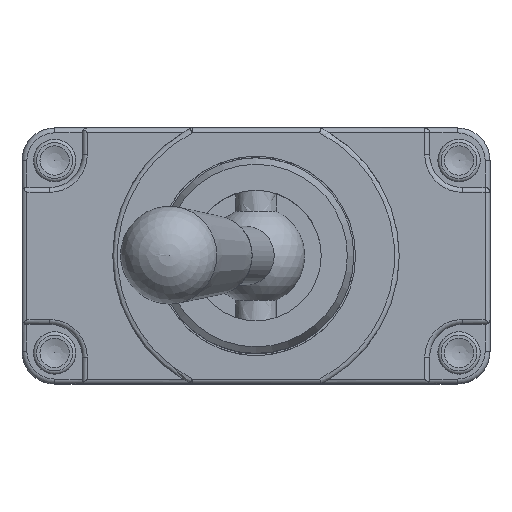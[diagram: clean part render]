
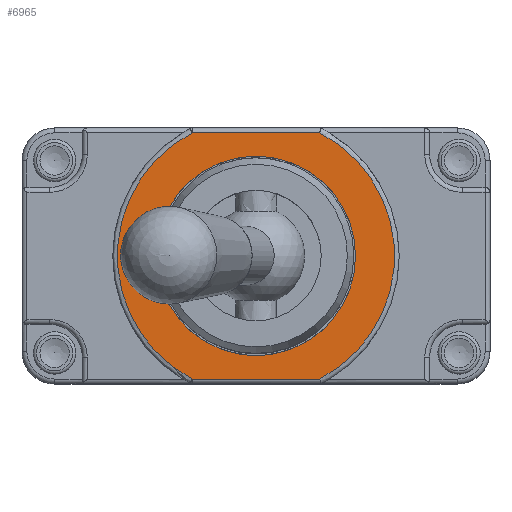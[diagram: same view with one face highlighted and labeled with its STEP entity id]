
A CAD part, top view. The second image highlights one B-rep face of the part: STEP entity #6965.
In plain terms, the highlighted planar face has unit normal (0, 0, 1).
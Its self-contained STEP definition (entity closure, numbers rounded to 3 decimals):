
#309=FACE_BOUND('',#1050,.T.);
#372=PLANE('',#7619);
#611=FACE_OUTER_BOUND('',#1049,.T.);
#1049=EDGE_LOOP('',(#5287,#5288,#5289,#5290));
#1050=EDGE_LOOP('',(#5291,#5292));
#1417=LINE('',#10582,#1932);
#1420=LINE('',#10644,#1935);
#1932=VECTOR('',#8424,10.);
#1935=VECTOR('',#8449,10.);
#2436=CIRCLE('',#7391,6.1);
#2437=CIRCLE('',#7392,6.1);
#2445=CIRCLE('',#7405,8.5);
#2468=CIRCLE('',#7456,8.5);
#2872=VERTEX_POINT('',#10486);
#2873=VERTEX_POINT('',#10488);
#2877=VERTEX_POINT('',#10568);
#2878=VERTEX_POINT('',#10581);
#2886=VERTEX_POINT('',#10619);
#2888=VERTEX_POINT('',#10625);
#3606=EDGE_CURVE('',#2873,#2872,#2436,.T.);
#3607=EDGE_CURVE('',#2872,#2873,#2437,.T.);
#3614=EDGE_CURVE('',#2877,#2878,#1417,.T.);
#3623=EDGE_CURVE('',#2878,#2886,#2445,.T.);
#3629=EDGE_CURVE('',#2886,#2888,#1420,.T.);
#3695=EDGE_CURVE('',#2888,#2877,#2468,.T.);
#5287=ORIENTED_EDGE('',*,*,#3614,.F.);
#5288=ORIENTED_EDGE('',*,*,#3695,.F.);
#5289=ORIENTED_EDGE('',*,*,#3629,.F.);
#5290=ORIENTED_EDGE('',*,*,#3623,.F.);
#5291=ORIENTED_EDGE('',*,*,#3606,.T.);
#5292=ORIENTED_EDGE('',*,*,#3607,.T.);
#6965=ADVANCED_FACE('',(#611,#309),#372,.T.);
#7391=AXIS2_PLACEMENT_3D('',#10489,#8408,#8409);
#7392=AXIS2_PLACEMENT_3D('',#10490,#8410,#8411);
#7405=AXIS2_PLACEMENT_3D('',#10620,#8438,#8439);
#7456=AXIS2_PLACEMENT_3D('',#10818,#8577,#8578);
#7619=AXIS2_PLACEMENT_3D('',#11290,#8965,#8966);
#8408=DIRECTION('center_axis',(0.,0.,
-1.));
#8409=DIRECTION('ref_axis',(-1.,0.,0.));
#8410=DIRECTION('center_axis',(0.,0.,
-1.));
#8411=DIRECTION('ref_axis',(-1.,0.,0.));
#8424=DIRECTION('',(-1.,0.,0.));
#8438=DIRECTION('center_axis',(0.,0.,
-1.));
#8439=DIRECTION('ref_axis',(-1.,0.,0.));
#8449=DIRECTION('',(1.,0.,0.));
#8577=DIRECTION('center_axis',(0.,0.,
-1.));
#8578=DIRECTION('ref_axis',(1.,0.004,0.));
#8965=DIRECTION('center_axis',(0.,0.,
1.));
#8966=DIRECTION('ref_axis',(-1.,0.,0.));
#10486=CARTESIAN_POINT('',(6.1,0.,2.2));
#10488=CARTESIAN_POINT('',(-6.1,0.,2.2));
#10489=CARTESIAN_POINT('Origin',(0.,0.,
2.2));
#10490=CARTESIAN_POINT('Origin',(0.,0.,
2.2));
#10568=CARTESIAN_POINT('',(3.905,-7.55,2.2));
#10581=CARTESIAN_POINT('',(-3.905,-7.55,2.2));
#10582=CARTESIAN_POINT('',(6.175,-7.55,2.2));
#10619=CARTESIAN_POINT('',(-3.905,7.55,2.2));
#10620=CARTESIAN_POINT('Origin',(0.,0.,
2.2));
#10625=CARTESIAN_POINT('',(3.905,7.55,2.2));
#10644=CARTESIAN_POINT('',(-6.175,7.55,2.2));
#10818=CARTESIAN_POINT('Origin',(0.,0.,
2.2));
#11290=CARTESIAN_POINT('Origin',(0.,0.,
2.2));
